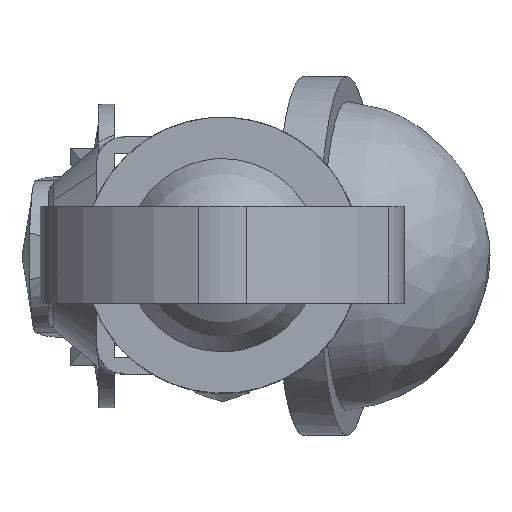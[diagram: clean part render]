
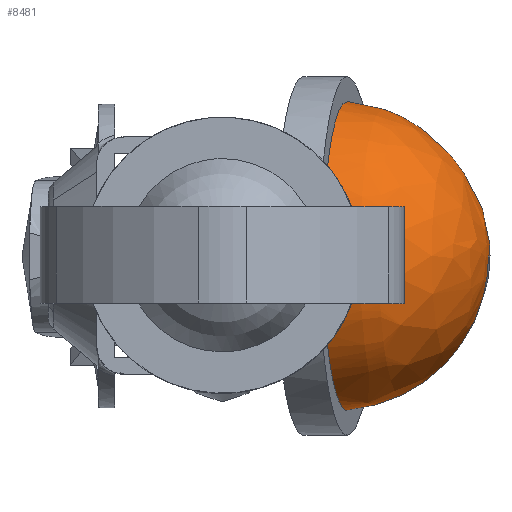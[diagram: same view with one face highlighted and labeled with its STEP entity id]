
A CAD part, top view. The second image highlights one B-rep face of the part: STEP entity #8481.
In plain terms, the highlighted free-form (B-spline) face has degree [2, 2] with [3, 9] control points.
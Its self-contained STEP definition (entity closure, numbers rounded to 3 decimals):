
#8359=CARTESIAN_POINT('',(4.248,-5.58,-0.7));
#8360=CARTESIAN_POINT('',(9.663,-5.449,0.169));
#8361=CARTESIAN_POINT('',(9.643,0.,0.807));
#8362=CARTESIAN_POINT('',(4.198,-5.618,-0.381));
#8363=CARTESIAN_POINT('',(9.614,-5.486,0.481));
#8364=CARTESIAN_POINT('',(9.643,0.,0.807));
#8365=CARTESIAN_POINT('',(4.147,-5.618,-0.059));
#8366=CARTESIAN_POINT('',(9.565,-5.486,0.794));
#8367=CARTESIAN_POINT('',(9.643,0.,0.807));
#8368=CARTESIAN_POINT('',(3.272,-5.618,5.49));
#8369=CARTESIAN_POINT('',(8.711,-5.486,6.213));
#8370=CARTESIAN_POINT('',(9.643,0.0,0.807));
#8371=CARTESIAN_POINT('',(3.272,0.0,5.49));
#8372=CARTESIAN_POINT('',(8.711,0.0,6.213));
#8373=CARTESIAN_POINT('',(9.643,0.0,0.807));
#8374=CARTESIAN_POINT('',(3.272,5.618,5.49));
#8375=CARTESIAN_POINT('',(8.711,5.486,6.213));
#8376=CARTESIAN_POINT('',(9.643,0.,0.807));
#8377=CARTESIAN_POINT('',(4.147,5.618,-0.059));
#8378=CARTESIAN_POINT('',(9.565,5.486,0.794));
#8379=CARTESIAN_POINT('',(9.643,0.,0.807));
#8380=CARTESIAN_POINT('',(5.022,5.618,-5.609));
#8381=CARTESIAN_POINT('',(10.419,5.486,-4.624));
#8382=CARTESIAN_POINT('',(9.643,0.0,0.807));
#8383=CARTESIAN_POINT('',(5.022,0.0,-5.609));
#8384=CARTESIAN_POINT('',(10.419,0.0,-4.624));
#8385=CARTESIAN_POINT('',(9.643,0.0,0.807));
#8393=(BOUNDED_SURFACE()B_SPLINE_SURFACE(2,2,((#8359,#8362,#8365,#8368,#8371,#8374,#8377,#8380,#8383),(#8360,#8363,#8366,#8369,#8372,#8375,#8378,#8381,#8384),(#8361,#8364,#8367,#8370,#8373,#8376,#8379,#8382,#8385)),.UNSPECIFIED.,.F.,.F.,.U.)B_SPLINE_SURFACE_WITH_KNOTS((3,3),(3,2,2,2,3),(0.509,1.0),(0.23,0.25,0.5,0.75,1.0),.UNSPECIFIED.)GEOMETRIC_REPRESENTATION_ITEM()RATIONAL_B_SPLINE_SURFACE(((0.948,0.967,0.99,0.7,0.99,0.7,0.99,0.7,0.99),(0.686,0.7,0.717,0.507,0.717,0.507,0.717,0.507,0.717),(0.957,0.977,1.0,0.707,1.0,0.707,1.0,0.707,1.0)))REPRESENTATION_ITEM('')SURFACE());
#8394=CARTESIAN_POINT('',(4.625,-5.558,-0.638));
#8395=VERTEX_POINT('',#8394);
#8396=CARTESIAN_POINT('',(3.653,0.0,5.527));
#8397=VERTEX_POINT('',#8396);
#8398=CARTESIAN_POINT('',(4.625,-5.558,-0.638));
#8399=CARTESIAN_POINT('',(4.542,-5.621,-0.108));
#8400=CARTESIAN_POINT('',(4.402,-5.594,0.775));
#8401=CARTESIAN_POINT('',(4.217,-5.269,1.951));
#8402=CARTESIAN_POINT('',(4.079,-4.839,2.829));
#8403=CARTESIAN_POINT('',(3.941,-4.207,3.7));
#8404=CARTESIAN_POINT('',(3.826,-3.411,4.434));
#8405=CARTESIAN_POINT('',(3.743,-2.522,4.96));
#8406=CARTESIAN_POINT('',(3.691,-1.699,5.287));
#8407=CARTESIAN_POINT('',(3.661,-0.885,5.481));
#8408=CARTESIAN_POINT('',(3.653,-0.295,5.527));
#8409=CARTESIAN_POINT('',(3.653,0.0,5.527));
#8410=B_SPLINE_CURVE_WITH_KNOTS('',3,(#8398,#8399,#8400,#8401,#8402,#8403,#8404,#8405,#8406,#8407,#8408,#8409),.UNSPECIFIED.,.F.,.U.,(4,1,1,1,1,1,1,1,1,4),(0.,1.622,2.654,3.686,4.571,5.898,6.93,7.668,8.552,9.437),.UNSPECIFIED.);
#8411=EDGE_CURVE('',#8395,#8397,#8410,.T.);
#8412=ORIENTED_EDGE('',*,*,#8411,.F.);
#8413=CARTESIAN_POINT('',(9.643,0.,0.807));
#8414=VERTEX_POINT('',#8413);
#8415=CARTESIAN_POINT('',(4.625,-5.558,-0.638));
#8416=CARTESIAN_POINT('',(5.074,-5.517,-0.563));
#8417=CARTESIAN_POINT('',(5.769,-5.366,-0.435));
#8418=CARTESIAN_POINT('',(6.675,-4.978,-0.247));
#8419=CARTESIAN_POINT('',(7.368,-4.552,-0.087));
#8420=CARTESIAN_POINT('',(8.071,-3.957,0.093));
#8421=CARTESIAN_POINT('',(8.647,-3.264,0.266));
#8422=CARTESIAN_POINT('',(9.109,-2.466,0.433));
#8423=CARTESIAN_POINT('',(9.385,-1.765,0.558));
#8424=CARTESIAN_POINT('',(9.592,-0.928,0.689));
#8425=CARTESIAN_POINT('',(9.644,-0.367,0.764));
#8426=CARTESIAN_POINT('',(9.643,0.,0.807));
#8427=B_SPLINE_CURVE_WITH_KNOTS('',3,(#8415,#8416,#8417,#8418,#8419,#8420,#8421,#8422,#8423,#8424,#8425,#8426),.UNSPECIFIED.,.F.,.U.,(4,1,1,1,1,1,1,1,1,4),(0.,1.371,2.154,3.002,3.85,4.96,5.743,6.657,7.244,8.354),.UNSPECIFIED.);
#8428=EDGE_CURVE('',#8395,#8414,#8427,.T.);
#8429=ORIENTED_EDGE('',*,*,#8428,.T.);
#8430=CARTESIAN_POINT('',(5.396,0.0,-5.527));
#8431=VERTEX_POINT('',#8430);
#8432=CARTESIAN_POINT('',(5.396,0.0,-5.527));
#8433=CARTESIAN_POINT('',(5.733,0.,-5.442));
#8434=CARTESIAN_POINT('',(6.351,0.,-5.224));
#8435=CARTESIAN_POINT('',(7.227,0.,-4.733));
#8436=CARTESIAN_POINT('',(8.092,0.,-4.031));
#8437=CARTESIAN_POINT('',(8.75,0.,-3.21));
#8438=CARTESIAN_POINT('',(9.235,0.,-2.308));
#8439=CARTESIAN_POINT('',(9.486,0.,-1.609));
#8440=CARTESIAN_POINT('',(9.651,0.,-0.843));
#8441=CARTESIAN_POINT('',(9.722,0.,-0.083));
#8442=CARTESIAN_POINT('',(9.686,0.,0.505));
#8443=CARTESIAN_POINT('',(9.643,0.,0.807));
#8444=B_SPLINE_CURVE_WITH_KNOTS('',3,(#8432,#8433,#8434,#8435,#8436,#8437,#8438,#8439,#8440,#8441,#8442,#8443),.UNSPECIFIED.,.F.,.U.,(4,1,1,1,1,1,1,1,1,4),(0.,1.044,1.958,3.002,4.373,5.09,6.069,6.591,7.44,8.354),.UNSPECIFIED.);
#8445=EDGE_CURVE('',#8431,#8414,#8444,.T.);
#8446=ORIENTED_EDGE('',*,*,#8445,.F.);
#8447=CARTESIAN_POINT('',(4.525,5.596,0.));
#8448=VERTEX_POINT('',#8447);
#8449=CARTESIAN_POINT('',(4.525,5.596,0.));
#8450=CARTESIAN_POINT('',(4.585,5.596,-0.384));
#8451=CARTESIAN_POINT('',(4.678,5.533,-0.972));
#8452=CARTESIAN_POINT('',(4.826,5.276,-1.912));
#8453=CARTESIAN_POINT('',(4.957,4.898,-2.741));
#8454=CARTESIAN_POINT('',(5.077,4.356,-3.502));
#8455=CARTESIAN_POINT('',(5.167,3.802,-4.076));
#8456=CARTESIAN_POINT('',(5.253,3.125,-4.619));
#8457=CARTESIAN_POINT('',(5.326,2.281,-5.084));
#8458=CARTESIAN_POINT('',(5.382,1.19,-5.44));
#8459=CARTESIAN_POINT('',(5.396,0.435,-5.527));
#8460=CARTESIAN_POINT('',(5.396,0.0,-5.527));
#8461=B_SPLINE_CURVE_WITH_KNOTS('',3,(#8449,#8450,#8451,#8452,#8453,#8454,#8455,#8456,#8457,#8458,#8459,#8460),.UNSPECIFIED.,.F.,.U.,(4,1,1,1,1,1,1,1,1,4),(0.,1.167,1.785,2.953,3.914,4.601,5.356,6.524,7.485,8.79),.UNSPECIFIED.);
#8462=EDGE_CURVE('',#8448,#8431,#8461,.T.);
#8463=ORIENTED_EDGE('',*,*,#8462,.F.);
#8464=CARTESIAN_POINT('',(3.653,0.0,5.527));
#8465=CARTESIAN_POINT('',(3.653,0.389,5.527));
#8466=CARTESIAN_POINT('',(3.663,0.984,5.466));
#8467=CARTESIAN_POINT('',(3.705,1.98,5.2));
#8468=CARTESIAN_POINT('',(3.765,2.816,4.816));
#8469=CARTESIAN_POINT('',(3.864,3.69,4.192));
#8470=CARTESIAN_POINT('',(3.964,4.317,3.557));
#8471=CARTESIAN_POINT('',(4.075,4.814,2.85));
#8472=CARTESIAN_POINT('',(4.19,5.19,2.124));
#8473=CARTESIAN_POINT('',(4.339,5.507,1.176));
#8474=CARTESIAN_POINT('',(4.457,5.596,0.43));
#8475=CARTESIAN_POINT('',(4.525,5.596,0.));
#8476=B_SPLINE_CURVE_WITH_KNOTS('',3,(#8464,#8465,#8466,#8467,#8468,#8469,#8470,#8471,#8472,#8473,#8474,#8475),.UNSPECIFIED.,.F.,.U.,(4,1,1,1,1,1,1,1,1,4),(0.,1.167,1.785,3.09,3.914,5.013,5.768,6.524,7.485,8.79),.UNSPECIFIED.);
#8477=EDGE_CURVE('',#8397,#8448,#8476,.T.);
#8478=ORIENTED_EDGE('',*,*,#8477,.F.);
#8479=EDGE_LOOP('',(#8412,#8429,#8446,#8463,#8478));
#8480=FACE_OUTER_BOUND('',#8479,.T.);
#8481=ADVANCED_FACE('',(#8480),#8393,.T.);
